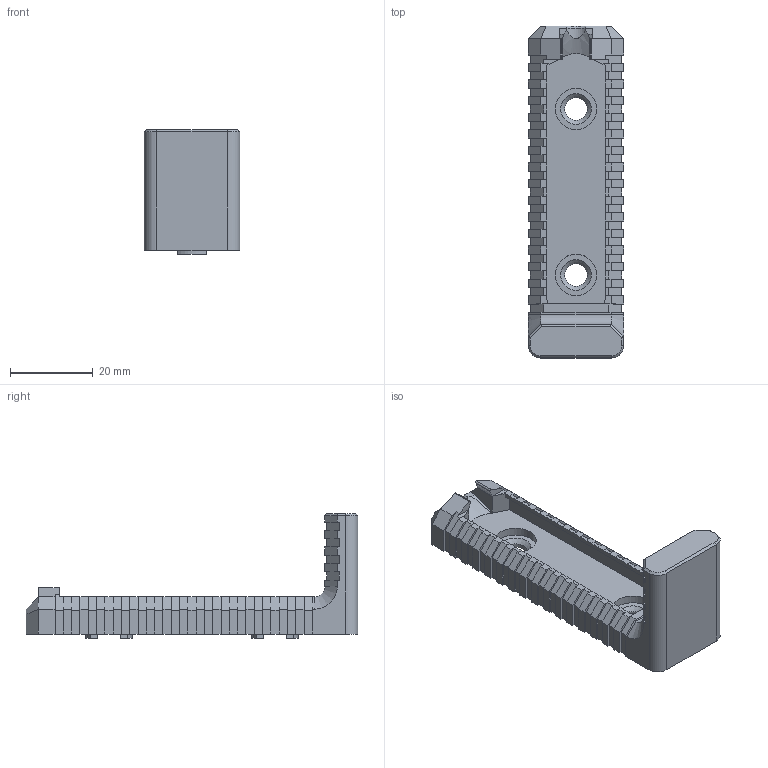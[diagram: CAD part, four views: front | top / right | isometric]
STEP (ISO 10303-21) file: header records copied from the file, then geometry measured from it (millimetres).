
FILE_DESCRIPTION(('HOOPS Exchange Step'),'2;1');
FILE_NAME('temp_export','2023-01-09T19:02:53+09:00',('mobile'),('Shapr3D Limited'),'HOOPS Exchange 2022.1','Shapr3D','Authorized');
FILE_SCHEMA( ('AUTOMOTIVE_DESIGN { 1 0 10303 214 1 1 1 1 }') );
Length unit declared in the file: millimetre
Products named in the file (1): root
Bounding box: 23 x 80 x 30 mm (x, y, z)
Volume: 13390.7 mm3; surface area: 7976.9 mm2
Topology: 1 solids, 1 shells, 445 faces, 1268 edges, 836 vertices
Faces by surface type: plane 389, bspline 25, cylinder 24, cone 7
Full cylindrical faces by diameter (mm): 5.4 x2, 10 x2
Entity records: 14734 total; most frequent: CARTESIAN_POINT 3247, ORIENTED_EDGE 2536, DIRECTION 2110, EDGE_CURVE 1268, VECTOR 1152, LINE 1152, VERTEX_POINT 836, AXIS2_PLACEMENT_3D 479
